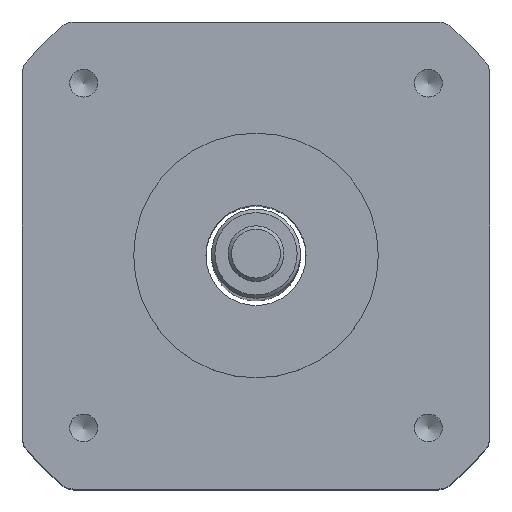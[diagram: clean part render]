
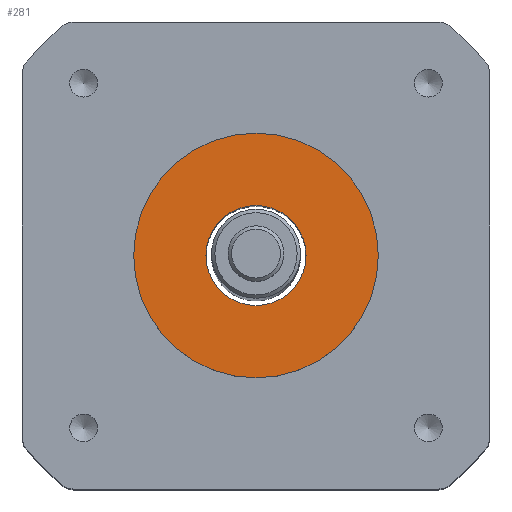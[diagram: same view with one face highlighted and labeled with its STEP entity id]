
A CAD part, top view. The second image highlights one B-rep face of the part: STEP entity #281.
In plain terms, the highlighted planar face has unit normal (0, 0, 1).
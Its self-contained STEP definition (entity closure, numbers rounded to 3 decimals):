
#281 = ADVANCED_FACE( '', ( #576, #577 ), #578, .F. );
#576 = FACE_BOUND( '', #876, .T. );
#577 = FACE_OUTER_BOUND( '', #877, .T. );
#578 = PLANE( '', #878 );
#876 = EDGE_LOOP( '', ( #1490 ) );
#877 = EDGE_LOOP( '', ( #1491 ) );
#878 = AXIS2_PLACEMENT_3D( '', #1492, #1493, #1494 );
#1490 = ORIENTED_EDGE( '', *, *, #1943, .T. );
#1491 = ORIENTED_EDGE( '', *, *, #1931, .F. );
#1492 = CARTESIAN_POINT( '', ( 0., 0., 50. ) );
#1493 = DIRECTION( '', ( 0., 0., -1. ) );
#1494 = DIRECTION( '', ( -1., 0., 0. ) );
#1931 = EDGE_CURVE( '', #2340, #2340, #2341, .T. );
#1943 = EDGE_CURVE( '', #2354, #2354, #2355, .T. );
#2340 = VERTEX_POINT( '', #2821 );
#2341 = CIRCLE( '', #2822, 11. );
#2354 = VERTEX_POINT( '', #2837 );
#2355 = CIRCLE( '', #2838, 4.5 );
#2821 = CARTESIAN_POINT( '', ( 11., 0., 50. ) );
#2822 = AXIS2_PLACEMENT_3D( '', #3270, #3271, #3272 );
#2837 = CARTESIAN_POINT( '', ( 0., -4.5, 50. ) );
#2838 = AXIS2_PLACEMENT_3D( '', #3284, #3285, #3286 );
#3270 = CARTESIAN_POINT( '', ( 0., 0., 50. ) );
#3271 = DIRECTION( '', ( 0., 0., -1. ) );
#3272 = DIRECTION( '', ( 1., 0., 0. ) );
#3284 = CARTESIAN_POINT( '', ( 0., 0., 50. ) );
#3285 = DIRECTION( '', ( 0., 0., -1. ) );
#3286 = DIRECTION( '', ( 0., -1., 0. ) );
